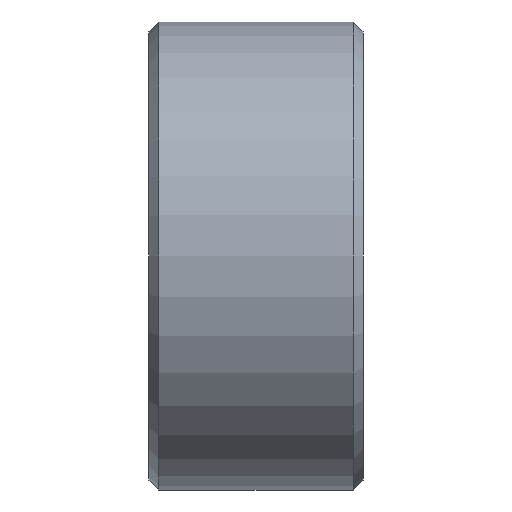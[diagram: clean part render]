
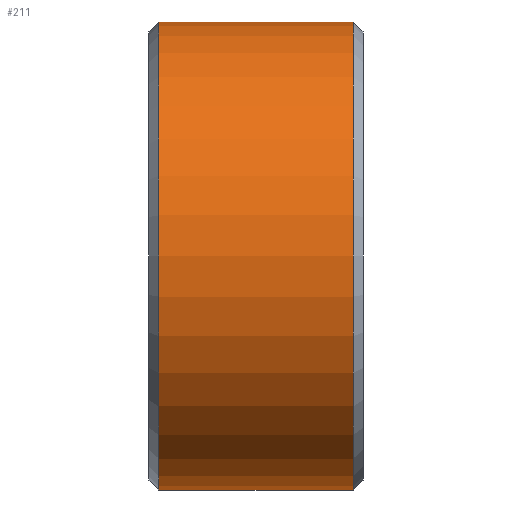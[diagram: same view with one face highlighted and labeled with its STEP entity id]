
A CAD part, front view. The second image highlights one B-rep face of the part: STEP entity #211.
In plain terms, the highlighted cylindrical face has radius 23.5 mm (diameter 47 mm), a partial arc.
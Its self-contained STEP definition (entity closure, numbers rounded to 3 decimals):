
#18 = LINE ( 'NONE', #204, #20 ) ;
#20 = VECTOR ( 'NONE', #175, 1000. ) ;
#25 = AXIS2_PLACEMENT_3D ( 'NONE', #186, #67, #145 ) ;
#26 = CIRCLE ( 'NONE', #160, 23.5 ) ;
#27 = CIRCLE ( 'NONE', #167, 23.5 ) ;
#49 = EDGE_CURVE ( 'NONE', #306, #336, #18, .T. ) ;
#67 = DIRECTION ( 'NONE',  ( -1., 0., 0. ) ) ;
#90 = CARTESIAN_POINT ( 'NONE',  ( -1., 0., 23.5 ) ) ;
#103 = FACE_OUTER_BOUND ( 'NONE', #312, .T. ) ;
#113 = DIRECTION ( 'NONE',  ( 0., 0., 1. ) ) ;
#126 = LINE ( 'NONE', #155, #156 ) ;
#145 = DIRECTION ( 'NONE',  ( 0., 0., 1. ) ) ;
#155 = CARTESIAN_POINT ( 'NONE',  ( -20.664, 0., -23.5 ) ) ;
#156 = VECTOR ( 'NONE', #268, 1000. ) ;
#160 = AXIS2_PLACEMENT_3D ( 'NONE', #228, #230, #233 ) ;
#167 = AXIS2_PLACEMENT_3D ( 'NONE', #250, #265, #113 ) ;
#175 = DIRECTION ( 'NONE',  ( -1., 0., 0. ) ) ;
#186 = CARTESIAN_POINT ( 'NONE',  ( -20.664, 0., 0. ) ) ;
#199 = CARTESIAN_POINT ( 'NONE',  ( -1., 0., -23.5 ) ) ;
#204 = CARTESIAN_POINT ( 'NONE',  ( -20.664, 0., 23.5 ) ) ;
#208 = CYLINDRICAL_SURFACE ( 'NONE', #25, 23.5 ) ;
#211 = ADVANCED_FACE ( 'NONE', ( #103 ), #208, .T. ) ;
#216 = EDGE_CURVE ( 'NONE', #331, #340, #126, .T. ) ;
#228 = CARTESIAN_POINT ( 'NONE',  ( -1., 0., 0. ) ) ;
#230 = DIRECTION ( 'NONE',  ( -1., 0., 0. ) ) ;
#233 = DIRECTION ( 'NONE',  ( 0., 0., 1. ) ) ;
#234 = CARTESIAN_POINT ( 'NONE',  ( -20.5, 0., 23.5 ) ) ;
#238 = CARTESIAN_POINT ( 'NONE',  ( -20.5, 0., -23.5 ) ) ;
#250 = CARTESIAN_POINT ( 'NONE',  ( -20.5, 0., 0. ) ) ;
#265 = DIRECTION ( 'NONE',  ( -1., 0., 0. ) ) ;
#268 = DIRECTION ( 'NONE',  ( -1., 0., 0. ) ) ;
#298 = ORIENTED_EDGE ( 'NONE', *, *, #344, .F. ) ;
#301 = ORIENTED_EDGE ( 'NONE', *, *, #49, .T. ) ;
#303 = ORIENTED_EDGE ( 'NONE', *, *, #307, .T. ) ;
#304 = ORIENTED_EDGE ( 'NONE', *, *, #216, .F. ) ;
#306 = VERTEX_POINT ( 'NONE', #90 ) ;
#307 = EDGE_CURVE ( 'NONE', #331, #306, #26, .T. ) ;
#312 = EDGE_LOOP ( 'NONE', ( #304, #303, #301, #298 ) ) ;
#331 = VERTEX_POINT ( 'NONE', #199 ) ;
#336 = VERTEX_POINT ( 'NONE', #234 ) ;
#340 = VERTEX_POINT ( 'NONE', #238 ) ;
#344 = EDGE_CURVE ( 'NONE', #340, #336, #27, .T. ) ;
